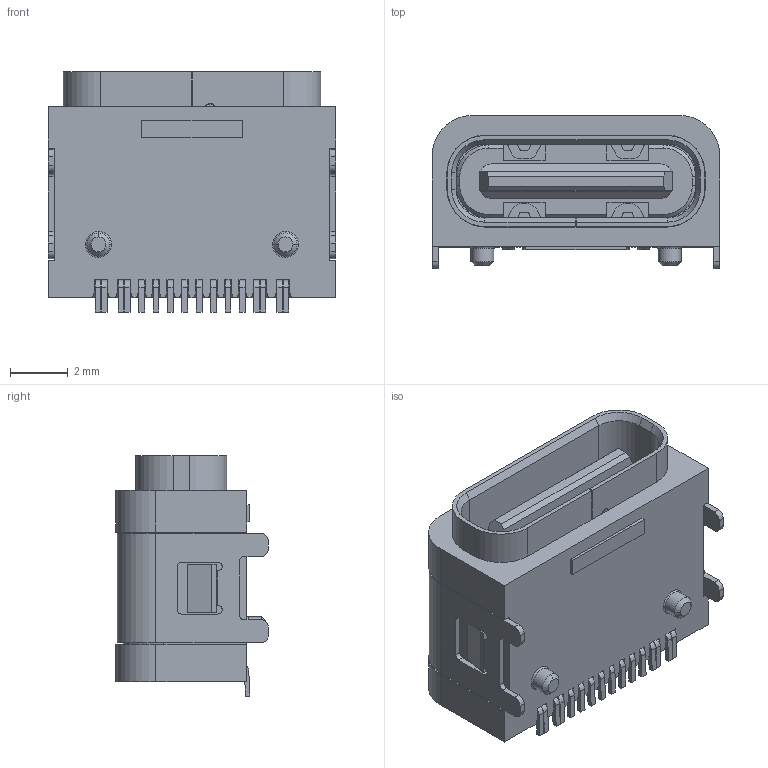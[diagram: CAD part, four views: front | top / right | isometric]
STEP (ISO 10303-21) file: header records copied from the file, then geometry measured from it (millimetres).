
FILE_DESCRIPTION (( 'STEP AP214' ), '1' );
FILE_NAME ('USB4730-GF-A_revA.STEP', '2024-01-25T02:48:41', ( '' ), ( '' ), 'SwSTEP 2.0', 'SolidWorks 2021', '' );
FILE_SCHEMA (( 'AUTOMOTIVE_DESIGN' ));
Length unit declared in the file: millimetre
Products named in the file (5): Part61^USB4730_ASM; Shell_2; Shell_1; USB4730-GF-A_revA; USB4730_ASM
Assembly tree (4 placements, depth 3):
  USB4730-GF-A_revA
    USB4730_ASM
      Shell_1
      Shell_2
      Part61^USB4730_ASM
Bounding box: 10 x 5.31 x 8.36 mm (x, y, z)
Volume: 226.5 mm3; surface area: 972.5 mm2
Topology: 3 solids, 4 shells, 725 faces, 2003 edges, 1302 vertices
Faces by surface type: plane 523, cylinder 184, cone 14, bspline 4
Entity records: 28732 total; most frequent: CARTESIAN_POINT 4237, ORIENTED_EDGE 4006, DIRECTION 3834, EDGE_CURVE 2003, VECTOR 1592, LINE 1592, VERTEX_POINT 1302, AXIS2_PLACEMENT_3D 1121
